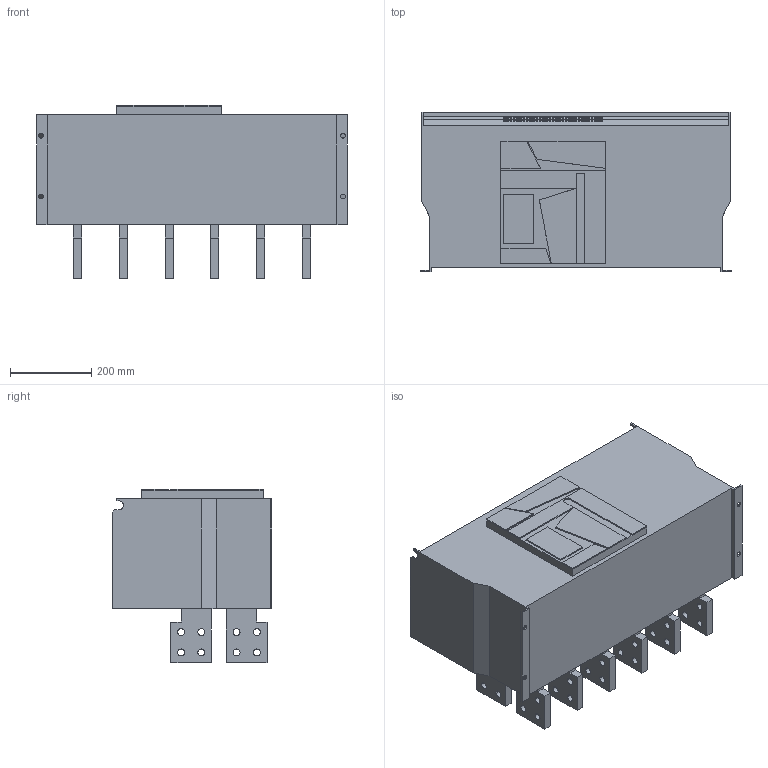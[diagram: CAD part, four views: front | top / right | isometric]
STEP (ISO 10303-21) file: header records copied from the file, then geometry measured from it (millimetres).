
FILE_DESCRIPTION (( 'STEP AP203' ), '1' );
FILE_NAME ('3FH-5000 V.STEP', '2022-12-15T14:03:33', ( '' ), ( '' ), 'SwSTEP 2.0', 'SolidWorks 2022', '' );
FILE_SCHEMA (( 'CONFIG_CONTROL_DESIGN' ));
Length unit declared in the file: millimetre
Products named in the file (1): 3FH-5000 V
Bounding box: 767 x 394 x 427 mm (x, y, z)
Volume: 80294701.7 mm3; surface area: 1662132.7 mm2
Topology: 1 solids, 1 shells, 768 faces, 1862 edges, 1235 vertices
Faces by surface type: plane 536, cylinder 232
Entity records: 22679 total; most frequent: CARTESIAN_POINT 3878, DIRECTION 3856, ORIENTED_EDGE 3724, EDGE_CURVE 1862, LINE 1398, VECTOR 1398, VERTEX_POINT 1235, AXIS2_PLACEMENT_3D 1229
